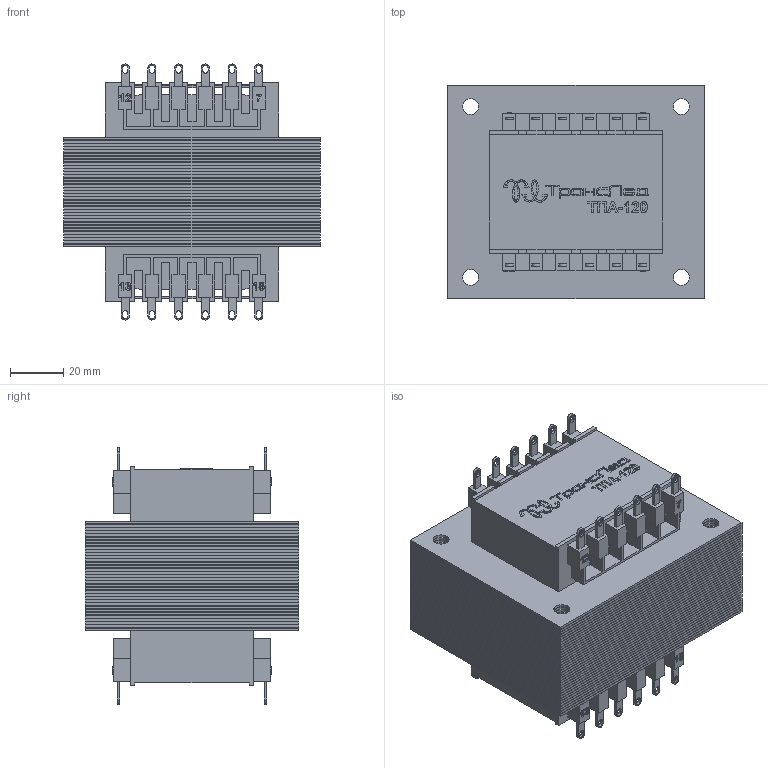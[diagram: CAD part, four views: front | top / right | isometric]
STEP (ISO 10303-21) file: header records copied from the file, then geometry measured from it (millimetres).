
FILE_DESCRIPTION(/* description */ (''),/* implementation_level */ '2;1');
FILE_NAME(/* name */ 'TPA-120.step',/* time_stamp */ '2022-10-30T16:06:43+03:00',/* author */ (''),/* organization */ (''),/* preprocessor_version */ 'ST-DEVELOPER v19',/* originating_system */ 'Autodesk Translation Framework v11.7.0.108',/* authorisation */ '');
FILE_SCHEMA (('AUTOMOTIVE_DESIGN { 1 0 10303 214 3 1 1 }'));
Products named in the file (1): (Unsaved)
Bounding box: 96 x 80 x 96 mm (x, y, z)
Volume: 349253.8 mm3; surface area: 440802.7 mm2
Topology: 92 solids, 92 shells, 1763 faces, 4759 edges, 3146 vertices
Faces by surface type: plane 1186, bspline 359, cylinder 218
Full cylindrical faces by diameter (mm): 6 x140
Entity records: 58287 total; most frequent: CARTESIAN_POINT 14939, ORIENTED_EDGE 9518, DIRECTION 7406, EDGE_CURVE 4759, LINE 3604, VECTOR 3604, VERTEX_POINT 3146, EDGE_LOOP 2191
